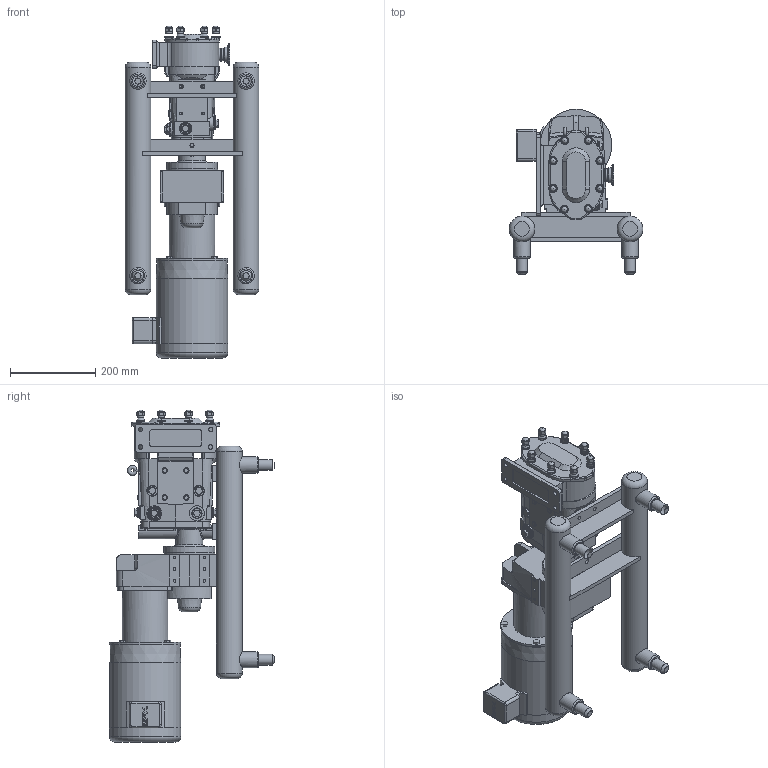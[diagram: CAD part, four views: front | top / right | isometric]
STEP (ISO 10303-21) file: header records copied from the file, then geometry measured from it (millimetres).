
FILE_DESCRIPTION(/* description */ (''),/* implementation_level */ '2;1');
FILE_NAME(/* name */ 'U3_014U3_56C_(1.53 x 4.77)x1.5_S-Line_0.5HP_LH_SM.stp',/* time_stamp */ '2021-05-24T19:09:14+06:00',/* author */ ('trtmhr'),/* organization */ (''),/* preprocessor_version */ 'ST-DEVELOPER v18.1',/* originating_system */ 'Autodesk Inventor 2020',/* authorisation */ '');
FILE_SCHEMA (('AUTOMOTIVE_DESIGN { 1 0 10303 214 3 1 1 }'));
Length unit declared in the file: inch
Products named in the file (1): U3_014U3_56C_(1.53 x 4.77)x1.5_S-Line_0.5HP_LH_SM
Bounding box: 314.32 x 387.91 x 780.03 mm (x, y, z)
Volume: 18174600.8 mm3; surface area: 960129.2 mm2
Topology: 5 solids, 5 shells, 1048 faces, 2856 edges, 1893 vertices
Faces by surface type: plane 521, cylinder 331, torus 71, cone 65, bspline 52, sphere 8
Full cylindrical faces by diameter (mm): 6.35 x12, 6.528 x4, 7.62 x2, 7.798 x1, 9.525 x3, 10.312 x4, 14.275 x8, 15.24 x1, 19.05 x8, 23.876 x3, 25.4 x11, 29.21 x2, 29.362 x2, 30.378 x1, 31.75 x3, 35.052 x2, 35.712 x1, 38.1 x5, 50.495 x1, 63.5 x1, 107.01 x1, 119.888 x1, 119.99 x1, 167.945 x1, 167.97 x1, 167.996 x1
Entity records: 35162 total; most frequent: CARTESIAN_POINT 8263, ORIENTED_EDGE 5686, DIRECTION 5640, EDGE_CURVE 2843, AXIS2_PLACEMENT_3D 2122, VERTEX_POINT 1893, LINE 1396, VECTOR 1396
